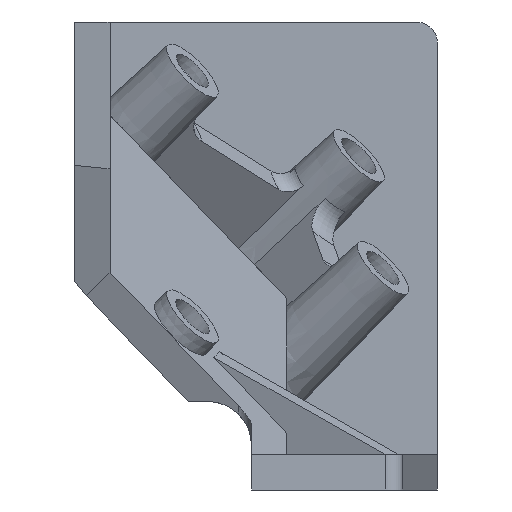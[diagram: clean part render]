
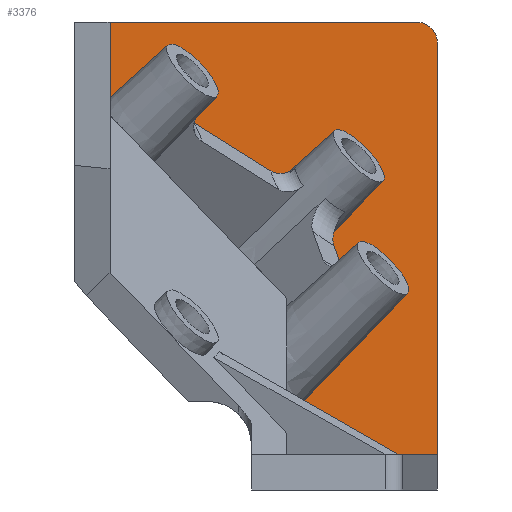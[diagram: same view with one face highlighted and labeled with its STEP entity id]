
A CAD part, front view. The second image highlights one B-rep face of the part: STEP entity #3376.
In plain terms, the highlighted planar face has unit normal (0, -1, 0).
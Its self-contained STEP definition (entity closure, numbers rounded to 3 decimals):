
#14 = CARTESIAN_POINT ( 'NONE',  ( 15., 3.5, 10.808 ) ) ;
#106 = EDGE_CURVE ( 'NONE', #1665, #2612, #1592, .T. ) ;
#127 = ORIENTED_EDGE ( 'NONE', *, *, #2351, .F. ) ;
#186 = ORIENTED_EDGE ( 'NONE', *, *, #861, .F. ) ;
#221 = CARTESIAN_POINT ( 'NONE',  ( 13.659, 3.5, 12.197 ) ) ;
#238 = VECTOR ( 'NONE', #939, 1000. ) ;
#248 = VERTEX_POINT ( 'NONE', #866 ) ;
#265 = CARTESIAN_POINT ( 'NONE',  ( 23.5, 3.5, 2. ) ) ;
#274 = EDGE_CURVE ( 'NONE', #1709, #3380, #2082, .T. ) ;
#307 = DIRECTION ( 'NONE',  ( 0., 0., -1. ) ) ;
#338 = VERTEX_POINT ( 'NONE', #893 ) ;
#364 = VERTEX_POINT ( 'NONE', #1967 ) ;
#422 = VECTOR ( 'NONE', #448, 1000. ) ;
#448 = DIRECTION ( 'NONE',  ( 0., 0., -1. ) ) ;
#479 = DIRECTION ( 'NONE',  ( 0.695, 0., -0.719 ) ) ;
#515 = CARTESIAN_POINT ( 'NONE',  ( 13.162, 3.5, 12.711 ) ) ;
#519 = DIRECTION ( 'NONE',  ( 0.696, 0., 0.718 ) ) ;
#527 = EDGE_LOOP ( 'NONE', ( #1654, #1557, #127, #2507, #2200, #186, #1349, #1680, #788, #1086, #2030 ) ) ;
#529 = LINE ( 'NONE', #515, #3267 ) ;
#628 = VECTOR ( 'NONE', #2246, 1000. ) ;
#698 = VECTOR ( 'NONE', #1446, 1000. ) ;
#699 = FACE_OUTER_BOUND ( 'NONE', #527, .T. ) ;
#788 = ORIENTED_EDGE ( 'NONE', *, *, #1512, .F. ) ;
#808 = DIRECTION ( 'NONE',  ( 0.695, 0., -0.719 ) ) ;
#861 = EDGE_CURVE ( 'NONE', #2131, #338, #1401, .T. ) ;
#866 = CARTESIAN_POINT ( 'NONE',  ( 18.655, 3.5, 17.352 ) ) ;
#893 = CARTESIAN_POINT ( 'NONE',  ( 15., 3.5, 2. ) ) ;
#905 = EDGE_CURVE ( 'NONE', #3380, #3280, #529, .T. ) ;
#939 = DIRECTION ( 'NONE',  ( 0., 0., -1. ) ) ;
#1071 = VERTEX_POINT ( 'NONE', #221 ) ;
#1086 = ORIENTED_EDGE ( 'NONE', *, *, #274, .T. ) ;
#1262 = DIRECTION ( 'NONE',  ( 0., -1., 0. ) ) ;
#1320 = VECTOR ( 'NONE', #2109, 1000. ) ;
#1321 = DIRECTION ( 'NONE',  ( 0., 0., 1. ) ) ;
#1326 = CARTESIAN_POINT ( 'NONE',  ( 0., 3.5, 2. ) ) ;
#1349 = ORIENTED_EDGE ( 'NONE', *, *, #2895, .F. ) ;
#1401 = LINE ( 'NONE', #1326, #698 ) ;
#1446 = DIRECTION ( 'NONE',  ( -1., 0., 0. ) ) ;
#1456 = VECTOR ( 'NONE', #519, 1000. ) ;
#1512 = EDGE_CURVE ( 'NONE', #1709, #2612, #3368, .T. ) ;
#1555 = CARTESIAN_POINT ( 'NONE',  ( 22.3, 3.5, 25.25 ) ) ;
#1557 = ORIENTED_EDGE ( 'NONE', *, *, #1663, .T. ) ;
#1592 = CIRCLE ( 'NONE', #1910, 1.2 ) ;
#1654 = ORIENTED_EDGE ( 'NONE', *, *, #3397, .T. ) ;
#1659 = LINE ( 'NONE', #2392, #238 ) ;
#1663 = EDGE_CURVE ( 'NONE', #364, #248, #2328, .T. ) ;
#1665 = VERTEX_POINT ( 'NONE', #3059 ) ;
#1680 = ORIENTED_EDGE ( 'NONE', *, *, #106, .T. ) ;
#1686 = EDGE_CURVE ( 'NONE', #2077, #338, #1829, .T. ) ;
#1709 = VERTEX_POINT ( 'NONE', #2953 ) ;
#1825 = CARTESIAN_POINT ( 'NONE',  ( 22.3, 3.5, 26.45 ) ) ;
#1829 = LINE ( 'NONE', #2297, #422 ) ;
#1851 = PLANE ( 'NONE',  #2954 ) ;
#1894 = CARTESIAN_POINT ( 'NONE',  ( 5., 3.5, 0. ) ) ;
#1910 = AXIS2_PLACEMENT_3D ( 'NONE', #1555, #1262, #2329 ) ;
#1967 = CARTESIAN_POINT ( 'NONE',  ( 17.517, 3.5, 18.53 ) ) ;
#2021 = LINE ( 'NONE', #2386, #3268 ) ;
#2028 = CARTESIAN_POINT ( 'NONE',  ( 18.324, 3.5, 17.695 ) ) ;
#2030 = ORIENTED_EDGE ( 'NONE', *, *, #905, .T. ) ;
#2077 = VERTEX_POINT ( 'NONE', #14 ) ;
#2078 = VECTOR ( 'NONE', #479, 1000. ) ;
#2082 = LINE ( 'NONE', #1894, #3324 ) ;
#2109 = DIRECTION ( 'NONE',  ( 0.742, 0., 0.67 ) ) ;
#2124 = CARTESIAN_POINT ( 'NONE',  ( 5., 3.5, 21.163 ) ) ;
#2131 = VERTEX_POINT ( 'NONE', #265 ) ;
#2200 = ORIENTED_EDGE ( 'NONE', *, *, #1686, .T. ) ;
#2246 = DIRECTION ( 'NONE',  ( 1., 0., 0. ) ) ;
#2297 = CARTESIAN_POINT ( 'NONE',  ( 15., 3.5, 0. ) ) ;
#2328 = LINE ( 'NONE', #2028, #2078 ) ;
#2329 = DIRECTION ( 'NONE',  ( 0., 0., 1. ) ) ;
#2351 = EDGE_CURVE ( 'NONE', #1071, #248, #2778, .T. ) ;
#2386 = CARTESIAN_POINT ( 'NONE',  ( 13.162, 3.5, 12.711 ) ) ;
#2392 = CARTESIAN_POINT ( 'NONE',  ( 23.5, 3.5, 26.45 ) ) ;
#2459 = CARTESIAN_POINT ( 'NONE',  ( 12.191, 3.5, 13.717 ) ) ;
#2507 = ORIENTED_EDGE ( 'NONE', *, *, #3375, .T. ) ;
#2557 = CARTESIAN_POINT ( 'NONE',  ( 17.222, 3.5, 15.874 ) ) ;
#2612 = VERTEX_POINT ( 'NONE', #1825 ) ;
#2639 = CARTESIAN_POINT ( 'NONE',  ( 15.989, 3.5, 17.15 ) ) ;
#2704 = DIRECTION ( 'NONE',  ( 0.695, 0., -0.719 ) ) ;
#2778 = LINE ( 'NONE', #2557, #1456 ) ;
#2895 = EDGE_CURVE ( 'NONE', #1665, #2131, #1659, .T. ) ;
#2953 = CARTESIAN_POINT ( 'NONE',  ( 5., 3.5, 26.45 ) ) ;
#2954 = AXIS2_PLACEMENT_3D ( 'NONE', #3441, #3178, #1321 ) ;
#3059 = CARTESIAN_POINT ( 'NONE',  ( 23.5, 3.5, 25.25 ) ) ;
#3178 = DIRECTION ( 'NONE',  ( 0., 1., 0. ) ) ;
#3267 = VECTOR ( 'NONE', #2704, 1000. ) ;
#3268 = VECTOR ( 'NONE', #808, 1000. ) ;
#3280 = VERTEX_POINT ( 'NONE', #2459 ) ;
#3296 = CARTESIAN_POINT ( 'NONE',  ( 3., 3.5, 26.45 ) ) ;
#3324 = VECTOR ( 'NONE', #307, 1000. ) ;
#3368 = LINE ( 'NONE', #3296, #628 ) ;
#3375 = EDGE_CURVE ( 'NONE', #1071, #2077, #2021, .T. ) ;
#3376 = ADVANCED_FACE ( 'NONE', ( #699 ), #1851, .F. ) ;
#3380 = VERTEX_POINT ( 'NONE', #2124 ) ;
#3397 = EDGE_CURVE ( 'NONE', #3280, #364, #3435, .T. ) ;
#3435 = LINE ( 'NONE', #2639, #1320 ) ;
#3441 = CARTESIAN_POINT ( 'NONE',  ( 0., 3.5, 0. ) ) ;
